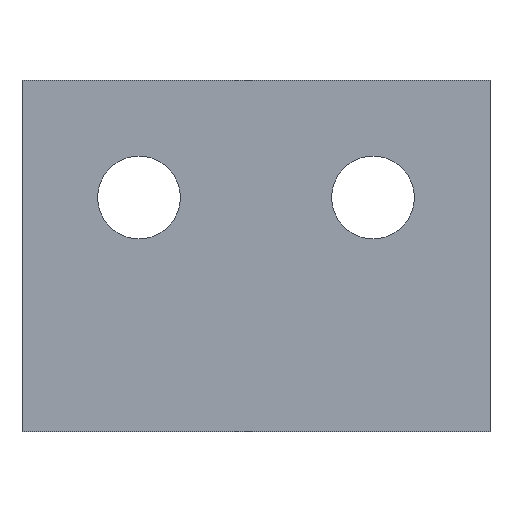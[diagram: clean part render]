
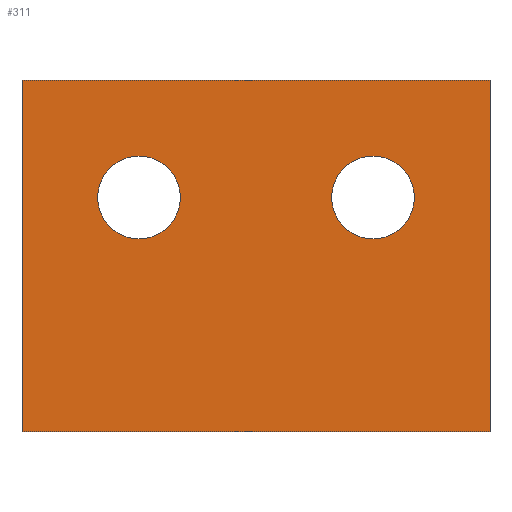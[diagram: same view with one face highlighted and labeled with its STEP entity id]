
A CAD part, front view. The second image highlights one B-rep face of the part: STEP entity #311.
In plain terms, the highlighted planar face has unit normal (0, -1, 0).
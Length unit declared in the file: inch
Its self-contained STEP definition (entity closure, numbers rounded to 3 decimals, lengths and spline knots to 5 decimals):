
#9 = DIRECTION ( 'NONE',  ( 0., 0., -1. ) ) ;
#10 = DIRECTION ( 'NONE',  ( 0., -1., 0. ) ) ;
#11 = PLANE ( 'NONE',  #695 ) ;
#12 = CARTESIAN_POINT ( 'NONE',  ( -1., 0., 0.75 ) ) ;
#45 = DIRECTION ( 'NONE',  ( 0., 0., -1. ) ) ;
#46 = CARTESIAN_POINT ( 'NONE',  ( 0., 0., 0.75 ) ) ;
#50 = DIRECTION ( 'NONE',  ( 0., 0., -1. ) ) ;
#51 = CARTESIAN_POINT ( 'NONE',  ( -1., 0., 0.75 ) ) ;
#58 = DIRECTION ( 'NONE',  ( 0., 0., 1. ) ) ;
#59 = DIRECTION ( 'NONE',  ( 0., 1., 0. ) ) ;
#71 = DIRECTION ( 'NONE',  ( 1., 0., 0. ) ) ;
#76 = CARTESIAN_POINT ( 'NONE',  ( -0.75, 0., 0.4115 ) ) ;
#77 = CARTESIAN_POINT ( 'NONE',  ( -1., 0., 0.75 ) ) ;
#79 = CARTESIAN_POINT ( 'NONE',  ( -1., 0., 0.75 ) ) ;
#88 = CARTESIAN_POINT ( 'NONE',  ( 0., 0., 0. ) ) ;
#89 = CARTESIAN_POINT ( 'NONE',  ( -0.75, 0., 0.5 ) ) ;
#93 = CARTESIAN_POINT ( 'NONE',  ( -0.25, 0., 0.4115 ) ) ;
#111 = CARTESIAN_POINT ( 'NONE',  ( 0., 0., 0.75 ) ) ;
#112 = CARTESIAN_POINT ( 'NONE',  ( -0.25, 0., 0.5885 ) ) ;
#144 = CARTESIAN_POINT ( 'NONE',  ( -1., 0., 0. ) ) ;
#154 = VERTEX_POINT ( 'NONE', #190 ) ;
#159 = VERTEX_POINT ( 'NONE', #144 ) ;
#179 = DIRECTION ( 'NONE',  ( 0., 0., 1. ) ) ;
#180 = DIRECTION ( 'NONE',  ( 0., 1., 0. ) ) ;
#190 = CARTESIAN_POINT ( 'NONE',  ( -0.75, 0., 0.5885 ) ) ;
#191 = VERTEX_POINT ( 'NONE', #79 ) ;
#201 = VERTEX_POINT ( 'NONE', #76 ) ;
#202 = CARTESIAN_POINT ( 'NONE',  ( -0.25, 0., 0.5 ) ) ;
#219 = VERTEX_POINT ( 'NONE', #93 ) ;
#234 = VERTEX_POINT ( 'NONE', #88 ) ;
#242 = DIRECTION ( 'NONE',  ( 0., 0., 1. ) ) ;
#243 = DIRECTION ( 'NONE',  ( 0., 1., 0. ) ) ;
#244 = CARTESIAN_POINT ( 'NONE',  ( -0.25, 0., 0.5 ) ) ;
#250 = DIRECTION ( 'NONE',  ( 0., 0., 1. ) ) ;
#251 = DIRECTION ( 'NONE',  ( 0., 1., 0. ) ) ;
#252 = CARTESIAN_POINT ( 'NONE',  ( -0.75, 0., 0.5 ) ) ;
#253 = DIRECTION ( 'NONE',  ( 1., 0., 0. ) ) ;
#257 = CARTESIAN_POINT ( 'NONE',  ( -1., 0., 0. ) ) ;
#264 = VERTEX_POINT ( 'NONE', #111 ) ;
#266 = VERTEX_POINT ( 'NONE', #112 ) ;
#311 = ADVANCED_FACE ( 'NONE', ( #539, #533, #531 ), #11, .T. ) ;
#329 = ORIENTED_EDGE ( 'NONE', *, *, #735, .T. ) ;
#357 = ORIENTED_EDGE ( 'NONE', *, *, #635, .T. ) ;
#359 = ORIENTED_EDGE ( 'NONE', *, *, #668, .T. ) ;
#361 = ORIENTED_EDGE ( 'NONE', *, *, #731, .T. ) ;
#364 = ORIENTED_EDGE ( 'NONE', *, *, #631, .T. ) ;
#370 = ORIENTED_EDGE ( 'NONE', *, *, #737, .F. ) ;
#371 = ORIENTED_EDGE ( 'NONE', *, *, #630, .T. ) ;
#421 = VECTOR ( 'NONE', #50, 39.37008 ) ;
#422 = LINE ( 'NONE', #51, #421 ) ;
#424 = VECTOR ( 'NONE', #45, 39.37008 ) ;
#425 = CIRCLE ( 'NONE', #666, 0.0885 ) ;
#428 = LINE ( 'NONE', #46, #424 ) ;
#437 = ORIENTED_EDGE ( 'NONE', *, *, #726, .F. ) ;
#440 = LINE ( 'NONE', #77, #454 ) ;
#449 = EDGE_LOOP ( 'NONE', ( #364, #361 ) ) ;
#454 = VECTOR ( 'NONE', #71, 39.37008 ) ;
#460 = EDGE_LOOP ( 'NONE', ( #357, #359 ) ) ;
#476 = CIRCLE ( 'NONE', #676, 0.0885 ) ;
#494 = CIRCLE ( 'NONE', #709, 0.0885 ) ;
#498 = EDGE_LOOP ( 'NONE', ( #370, #437, #329, #371 ) ) ;
#500 = CIRCLE ( 'NONE', #730, 0.0885 ) ;
#504 = VECTOR ( 'NONE', #253, 39.37008 ) ;
#508 = LINE ( 'NONE', #257, #504 ) ;
#531 = FACE_OUTER_BOUND ( 'NONE', #498, .T. ) ;
#533 = FACE_BOUND ( 'NONE', #449, .T. ) ;
#539 = FACE_BOUND ( 'NONE', #460, .T. ) ;
#630 = EDGE_CURVE ( 'NONE', #159, #234, #508, .T. ) ;
#631 = EDGE_CURVE ( 'NONE', #154, #201, #500, .T. ) ;
#635 = EDGE_CURVE ( 'NONE', #266, #219, #494, .T. ) ;
#666 = AXIS2_PLACEMENT_3D ( 'NONE', #89, #59, #58 ) ;
#668 = EDGE_CURVE ( 'NONE', #219, #266, #476, .T. ) ;
#676 = AXIS2_PLACEMENT_3D ( 'NONE', #202, #180, #179 ) ;
#695 = AXIS2_PLACEMENT_3D ( 'NONE', #12, #10, #9 ) ;
#709 = AXIS2_PLACEMENT_3D ( 'NONE', #244, #243, #242 ) ;
#726 = EDGE_CURVE ( 'NONE', #191, #264, #440, .T. ) ;
#730 = AXIS2_PLACEMENT_3D ( 'NONE', #252, #251, #250 ) ;
#731 = EDGE_CURVE ( 'NONE', #201, #154, #425, .T. ) ;
#735 = EDGE_CURVE ( 'NONE', #191, #159, #422, .T. ) ;
#737 = EDGE_CURVE ( 'NONE', #264, #234, #428, .T. ) ;
